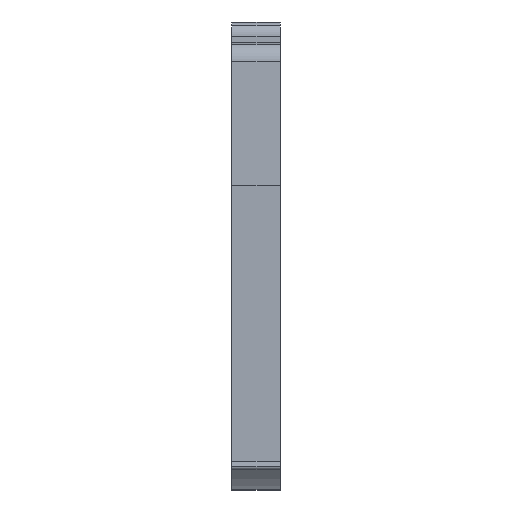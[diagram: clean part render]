
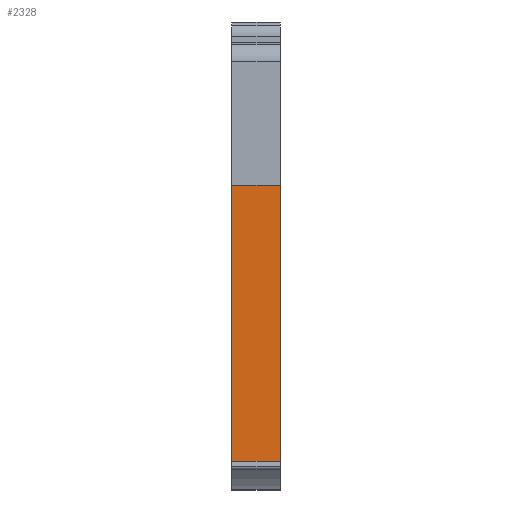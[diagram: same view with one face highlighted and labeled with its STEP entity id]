
A CAD part, left-side view. The second image highlights one B-rep face of the part: STEP entity #2328.
In plain terms, the highlighted planar face has unit normal (-1, 0, 0).
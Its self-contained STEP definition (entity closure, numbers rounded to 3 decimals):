
#268=FACE_OUTER_BOUND('',#398,.T.);
#398=EDGE_LOOP('',(#2063,#2064,#2065,#2066));
#628=LINE('',#3856,#878);
#636=LINE('',#3871,#886);
#637=LINE('',#3873,#887);
#638=LINE('',#3874,#888);
#878=VECTOR('',#3179,10.);
#886=VECTOR('',#3191,10.);
#887=VECTOR('',#3194,10.);
#888=VECTOR('',#3195,10.);
#1110=VERTEX_POINT('',#3853);
#1111=VERTEX_POINT('',#3855);
#1115=VERTEX_POINT('',#3867);
#1116=VERTEX_POINT('',#3869);
#1428=EDGE_CURVE('',#1110,#1111,#628,.T.);
#1436=EDGE_CURVE('',#1115,#1116,#636,.T.);
#1437=EDGE_CURVE('',#1110,#1115,#637,.T.);
#1438=EDGE_CURVE('',#1111,#1116,#638,.T.);
#2063=ORIENTED_EDGE('',*,*,#1437,.T.);
#2064=ORIENTED_EDGE('',*,*,#1436,.T.);
#2065=ORIENTED_EDGE('',*,*,#1438,.F.);
#2066=ORIENTED_EDGE('',*,*,#1428,.F.);
#2198=PLANE('',#2561);
#2328=ADVANCED_FACE('',(#268),#2198,.T.);
#2561=AXIS2_PLACEMENT_3D('',#3872,#3192,#3193);
#3179=DIRECTION('',(0.,1.,0.));
#3191=DIRECTION('',(0.,1.,0.));
#3192=DIRECTION('center_axis',(-1.,0.,0.));
#3193=DIRECTION('ref_axis',(0.,0.,1.));
#3194=DIRECTION('',(0.,0.,1.));
#3195=DIRECTION('',(0.,0.,1.));
#3853=CARTESIAN_POINT('',(-46.8,-4.,-8.58));
#3855=CARTESIAN_POINT('',(-46.8,-1.,-8.58));
#3856=CARTESIAN_POINT('',(-46.8,-4.,-8.58));
#3867=CARTESIAN_POINT('',(-46.8,-4.,8.605));
#3869=CARTESIAN_POINT('',(-46.8,-1.,8.605));
#3871=CARTESIAN_POINT('',(-46.8,-4.,8.605));
#3872=CARTESIAN_POINT('Origin',(-46.8,-4.,-8.58));
#3873=CARTESIAN_POINT('',(-46.8,-4.,-8.58));
#3874=CARTESIAN_POINT('',(-46.8,-1.,-8.58));
